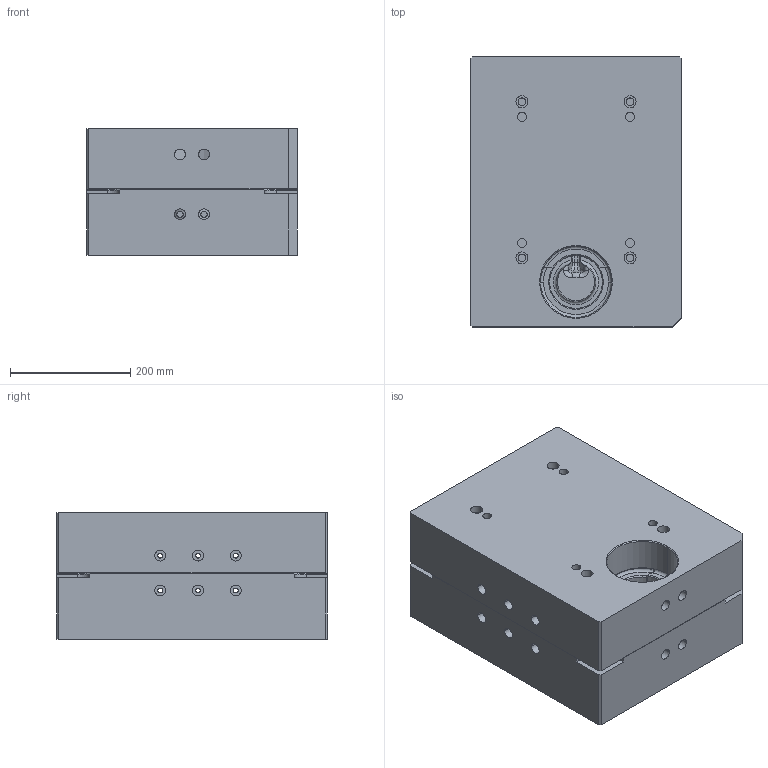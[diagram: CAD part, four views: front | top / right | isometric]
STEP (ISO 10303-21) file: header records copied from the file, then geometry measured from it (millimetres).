
FILE_DESCRIPTION((''),'2;1');
FILE_NAME('MFG0001_ASM','2018-06-09T',('Administrator'),(''),'CREO PARAMETRIC BY PTC INC, 2014190','CREO PARAMETRIC BY PTC INC, 2014190','');
FILE_SCHEMA(('CONFIG_CONTROL_DESIGN'));
Length unit declared in the file: millimetre
Products named in the file (10): 1; MFG0001_REF; MOLD_VOL_1; MOLD_VOL_2; B; A; FLZ; MOLD_VOL_3; MOLD_VOL_4; MFG0001_ASM
Assembly tree (9 placements, depth 2):
  MFG0001_ASM
    1
    MFG0001_REF
    MOLD_VOL_1
    MOLD_VOL_2
    B
    A
    FLZ
    MOLD_VOL_3
    MOLD_VOL_4
Bounding box: 350 x 450 x 210.2 mm (x, y, z)
Volume: 31299937.3 mm3; surface area: 1789097.1 mm2
Topology: 14 solids, 14 shells, 1157 faces, 3050 edges, 1948 vertices
Faces by surface type: cylinder 413, plane 400, bspline 146, cone 146, torus 52
Entity records: 42112 total; most frequent: CARTESIAN_POINT 13152, ORIENTED_EDGE 6100, DIRECTION 5957, EDGE_CURVE 3050, AXIS2_PLACEMENT_3D 2243, VERTEX_POINT 1948, VECTOR 1471, LINE 1471
